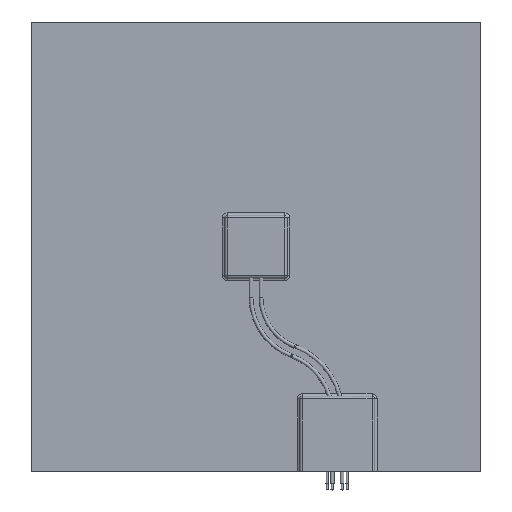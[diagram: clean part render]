
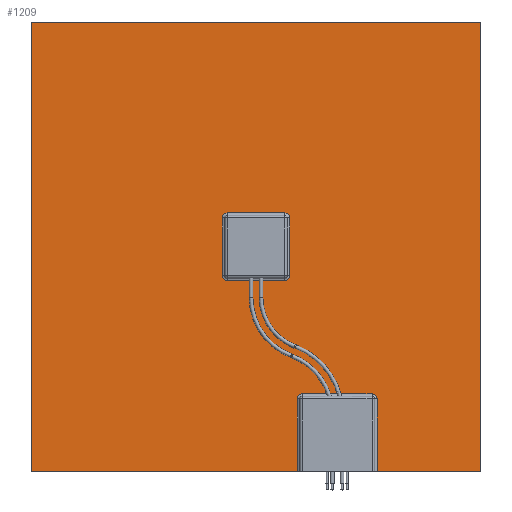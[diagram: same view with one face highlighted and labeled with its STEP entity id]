
A CAD part, top view. The second image highlights one B-rep face of the part: STEP entity #1209.
In plain terms, the highlighted planar face has unit normal (0, 0, 1).
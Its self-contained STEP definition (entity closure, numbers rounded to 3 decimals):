
#24=FACE_BOUND('',#203,.T.);
#54=PLANE('',#1368);
#121=FACE_OUTER_BOUND('',#202,.T.);
#202=EDGE_LOOP('',(#978,#979,#980,#981,#982,#983,#984,#985,#986,#987));
#203=EDGE_LOOP('',(#988,#989,#990,#991,#992,#993,#994,#995));
#251=LINE('',#2025,#329);
#262=LINE('',#2148,#340);
#264=LINE('',#2152,#342);
#268=LINE('',#2158,#346);
#273=LINE('',#2166,#351);
#282=LINE('',#2182,#360);
#283=LINE('',#2184,#361);
#284=LINE('',#2186,#362);
#285=LINE('',#2188,#363);
#286=LINE('',#2190,#364);
#287=LINE('',#2192,#365);
#288=LINE('',#2194,#366);
#329=VECTOR('',#1506,10.);
#340=VECTOR('',#1659,10.);
#342=VECTOR('',#1665,10.);
#346=VECTOR('',#1673,10.);
#351=VECTOR('',#1684,10.);
#360=VECTOR('',#1703,10.);
#361=VECTOR('',#1704,10.);
#362=VECTOR('',#1705,10.);
#363=VECTOR('',#1706,10.);
#364=VECTOR('',#1707,10.);
#365=VECTOR('',#1708,10.);
#366=VECTOR('',#1709,10.);
#433=CIRCLE('',#1329,2.);
#442=CIRCLE('',#1340,2.);
#447=CIRCLE('',#1347,2.);
#451=CIRCLE('',#1352,2.);
#455=CIRCLE('',#1369,2.);
#456=CIRCLE('',#1370,2.);
#518=VERTEX_POINT('',#2022);
#519=VERTEX_POINT('',#2024);
#542=VERTEX_POINT('',#2101);
#543=VERTEX_POINT('',#2102);
#550=VERTEX_POINT('',#2119);
#551=VERTEX_POINT('',#2121);
#554=VERTEX_POINT('',#2131);
#555=VERTEX_POINT('',#2132);
#558=VERTEX_POINT('',#2140);
#559=VERTEX_POINT('',#2141);
#561=VERTEX_POINT('',#2180);
#562=VERTEX_POINT('',#2181);
#563=VERTEX_POINT('',#2183);
#564=VERTEX_POINT('',#2185);
#565=VERTEX_POINT('',#2187);
#566=VERTEX_POINT('',#2189);
#567=VERTEX_POINT('',#2191);
#568=VERTEX_POINT('',#2193);
#638=EDGE_CURVE('',#518,#519,#251,.T.);
#672=EDGE_CURVE('',#542,#543,#433,.T.);
#681=EDGE_CURVE('',#550,#551,#442,.T.);
#686=EDGE_CURVE('',#554,#555,#447,.T.);
#690=EDGE_CURVE('',#558,#559,#451,.T.);
#694=EDGE_CURVE('',#559,#550,#262,.T.);
#696=EDGE_CURVE('',#555,#558,#264,.T.);
#700=EDGE_CURVE('',#543,#554,#268,.T.);
#705=EDGE_CURVE('',#551,#542,#273,.T.);
#714=EDGE_CURVE('',#561,#562,#282,.T.);
#715=EDGE_CURVE('',#561,#563,#283,.T.);
#716=EDGE_CURVE('',#563,#564,#284,.T.);
#717=EDGE_CURVE('',#564,#565,#285,.T.);
#718=EDGE_CURVE('',#565,#566,#286,.T.);
#719=EDGE_CURVE('',#566,#567,#287,.T.);
#720=EDGE_CURVE('',#568,#567,#288,.T.);
#721=EDGE_CURVE('',#519,#568,#455,.T.);
#722=EDGE_CURVE('',#562,#518,#456,.T.);
#978=ORIENTED_EDGE('',*,*,#714,.F.);
#979=ORIENTED_EDGE('',*,*,#715,.T.);
#980=ORIENTED_EDGE('',*,*,#716,.T.);
#981=ORIENTED_EDGE('',*,*,#717,.T.);
#982=ORIENTED_EDGE('',*,*,#718,.T.);
#983=ORIENTED_EDGE('',*,*,#719,.T.);
#984=ORIENTED_EDGE('',*,*,#720,.F.);
#985=ORIENTED_EDGE('',*,*,#721,.F.);
#986=ORIENTED_EDGE('',*,*,#638,.F.);
#987=ORIENTED_EDGE('',*,*,#722,.F.);
#988=ORIENTED_EDGE('',*,*,#690,.F.);
#989=ORIENTED_EDGE('',*,*,#696,.F.);
#990=ORIENTED_EDGE('',*,*,#686,.F.);
#991=ORIENTED_EDGE('',*,*,#700,.F.);
#992=ORIENTED_EDGE('',*,*,#672,.F.);
#993=ORIENTED_EDGE('',*,*,#705,.F.);
#994=ORIENTED_EDGE('',*,*,#681,.F.);
#995=ORIENTED_EDGE('',*,*,#694,.F.);
#1209=ADVANCED_FACE('',(#121,#24),#54,.T.);
#1329=AXIS2_PLACEMENT_3D('',#2103,#1603,#1604);
#1340=AXIS2_PLACEMENT_3D('',#2122,#1625,#1626);
#1347=AXIS2_PLACEMENT_3D('',#2133,#1639,#1640);
#1352=AXIS2_PLACEMENT_3D('',#2142,#1649,#1650);
#1368=AXIS2_PLACEMENT_3D('',#2179,#1701,#1702);
#1369=AXIS2_PLACEMENT_3D('',#2195,#1710,#1711);
#1370=AXIS2_PLACEMENT_3D('',#2196,#1712,#1713);
#1506=DIRECTION('',(-1.,0.,0.));
#1603=DIRECTION('center_axis',(0.,0.,1.));
#1604=DIRECTION('ref_axis',(0.707,0.707,0.));
#1625=DIRECTION('center_axis',(0.,0.,1.));
#1626=DIRECTION('ref_axis',(0.707,-0.707,0.));
#1639=DIRECTION('center_axis',(0.,0.,1.));
#1640=DIRECTION('ref_axis',(-0.707,0.707,0.));
#1649=DIRECTION('center_axis',(0.,0.,1.));
#1650=DIRECTION('ref_axis',(-0.707,-0.707,0.));
#1659=DIRECTION('',(1.,0.,0.));
#1665=DIRECTION('',(0.,-1.,0.));
#1673=DIRECTION('',(-1.,0.,0.));
#1684=DIRECTION('',(0.,1.,0.));
#1701=DIRECTION('center_axis',(0.,0.,1.));
#1702=DIRECTION('ref_axis',(1.,0.,0.));
#1703=DIRECTION('',(0.,1.,0.));
#1704=DIRECTION('',(1.,0.,0.));
#1705=DIRECTION('',(0.,1.,0.));
#1706=DIRECTION('',(-1.,0.,0.));
#1707=DIRECTION('',(0.,-1.,0.));
#1708=DIRECTION('',(1.,0.,0.));
#1709=DIRECTION('',(0.,-1.,0.));
#1710=DIRECTION('center_axis',(0.,0.,1.));
#1711=DIRECTION('ref_axis',(-0.707,0.707,0.));
#1712=DIRECTION('center_axis',(0.,0.,1.));
#1713=DIRECTION('ref_axis',(0.707,0.707,0.));
#2022=CARTESIAN_POINT('',(46.5,-59.,1.5));
#2024=CARTESIAN_POINT('',(18.5,-59.,1.5));
#2025=CARTESIAN_POINT('',(23.75,-59.,1.5));
#2101=CARTESIAN_POINT('',(13.5,11.5,1.5));
#2102=CARTESIAN_POINT('',(11.5,13.5,1.5));
#2103=CARTESIAN_POINT('Origin',(11.5,11.5,1.5));
#2119=CARTESIAN_POINT('',(11.5,-13.5,1.5));
#2121=CARTESIAN_POINT('',(13.5,-11.5,1.5));
#2122=CARTESIAN_POINT('Origin',(11.5,-11.5,1.5));
#2131=CARTESIAN_POINT('',(-11.5,13.5,1.5));
#2132=CARTESIAN_POINT('',(-13.5,11.5,1.5));
#2133=CARTESIAN_POINT('Origin',(-11.5,11.5,1.5));
#2140=CARTESIAN_POINT('',(-13.5,-11.5,1.5));
#2141=CARTESIAN_POINT('',(-11.5,-13.5,1.5));
#2142=CARTESIAN_POINT('Origin',(-11.5,-11.5,1.5));
#2148=CARTESIAN_POINT('',(-6.25,-13.5,1.5));
#2152=CARTESIAN_POINT('',(-13.5,6.25,1.5));
#2158=CARTESIAN_POINT('',(6.25,13.5,1.5));
#2166=CARTESIAN_POINT('',(13.5,-6.25,1.5));
#2179=CARTESIAN_POINT('Origin',(0.,0.,
1.5));
#2180=CARTESIAN_POINT('',(48.5,-90.,1.5));
#2181=CARTESIAN_POINT('',(48.5,-61.,1.5));
#2182=CARTESIAN_POINT('',(48.5,-45.,1.5));
#2183=CARTESIAN_POINT('',(90.,-90.,1.5));
#2184=CARTESIAN_POINT('',(17.5,-90.,1.5));
#2185=CARTESIAN_POINT('',(90.,90.,1.5));
#2186=CARTESIAN_POINT('',(90.,-90.,1.5));
#2187=CARTESIAN_POINT('',(-90.,90.,1.5));
#2188=CARTESIAN_POINT('',(90.,90.,1.5));
#2189=CARTESIAN_POINT('',(-90.,-90.,1.5));
#2190=CARTESIAN_POINT('',(-90.,90.,1.5));
#2191=CARTESIAN_POINT('',(16.5,-90.,1.5));
#2192=CARTESIAN_POINT('',(17.5,-90.,1.5));
#2193=CARTESIAN_POINT('',(16.5,-61.,1.5));
#2194=CARTESIAN_POINT('',(16.5,-30.,1.5));
#2195=CARTESIAN_POINT('Origin',(18.5,-61.,1.5));
#2196=CARTESIAN_POINT('Origin',(46.5,-61.,1.5));
